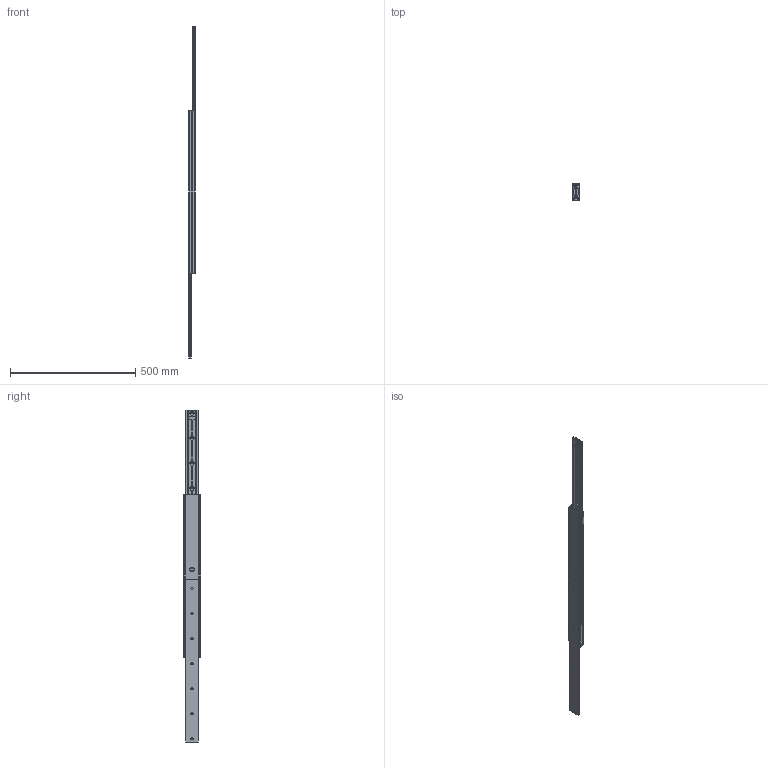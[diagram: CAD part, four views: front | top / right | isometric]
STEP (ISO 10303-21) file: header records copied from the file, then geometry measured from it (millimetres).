
FILE_DESCRIPTION (( 'STEP AP214' ), '1' );
FILE_NAME ('Telescopic-410-650-Rollco.step', '2023-11-07T13:46:18', ( '' ), ( '' ), 'SwSTEP 2.0', 'SolidWorks 2010', '' );
FILE_SCHEMA (( 'AUTOMOTIVE_DESIGN' ));
Length unit declared in the file: millimetre
Products named in the file (3): Slide-Middle-410-Rollco; Slide-Inner-410-Rollco; Telescopic-410-650-Rollco
Assembly tree (3 placements, depth 2):
  Telescopic-410-650-Rollco
    Slide-Inner-410-Rollco  x2
    Slide-Middle-410-Rollco
Bounding box: 26 x 68 x 1325 mm (x, y, z)
Volume: 763764.1 mm3; surface area: 308316 mm2
Topology: 3 solids, 3 shells, 212 faces, 634 edges, 408 vertices
Faces by surface type: plane 104, cylinder 80, cone 28
Entity records: 4632 total; most frequent: CARTESIAN_POINT 869, ORIENTED_EDGE 784, DIRECTION 774, EDGE_CURVE 392, AXIS2_PLACEMENT_3D 271, VERTEX_POINT 254, VECTOR 232, LINE 232
